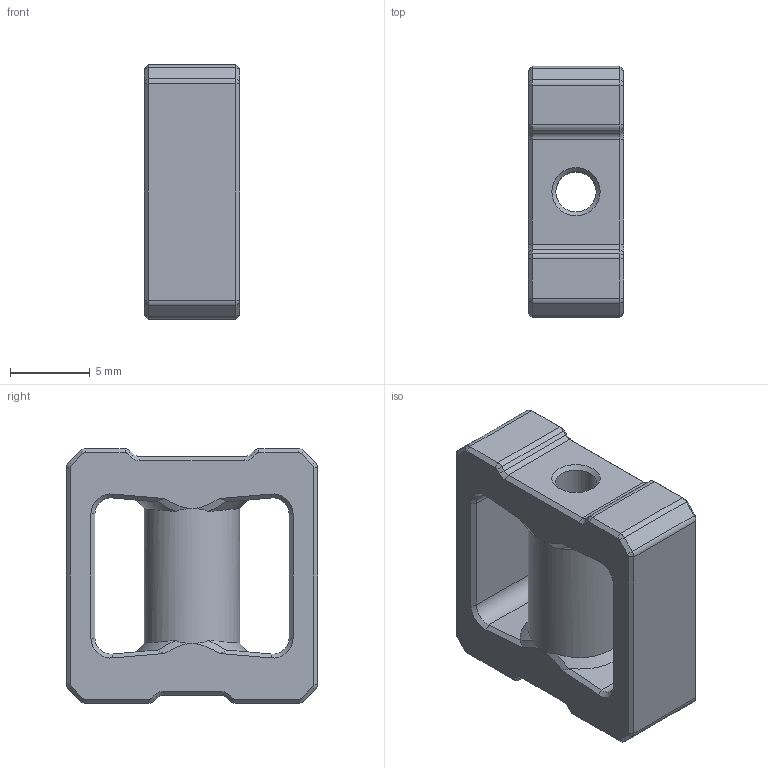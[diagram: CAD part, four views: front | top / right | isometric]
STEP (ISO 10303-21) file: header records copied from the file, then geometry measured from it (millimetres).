
FILE_DESCRIPTION(/* description */ (''),/* implementation_level */ '2;1');
FILE_NAME(/* name */ '2020 2mm Wall Thickness M3 Stress Concentrators.step',/* time_stamp */ '2024-11-08T19:52:07-05:00',/* author */ (''),/* organization */ (''),/* preprocessor_version */ 'ST-DEVELOPER v20',/* originating_system */ 'Autodesk Translation Framework v13.20.0.188',/* authorisation */ '');
FILE_SCHEMA (('AUTOMOTIVE_DESIGN { 1 0 10303 214 3 1 1 }'));
Length unit declared in the file: millimetre
Products named in the file (1): Stress Concentrators 20mm
Bounding box: 6 x 15.8 x 16 mm (x, y, z)
Volume: 962.6 mm3; surface area: 1074.6 mm2
Topology: 1 solids, 1 shells, 144 faces, 354 edges, 210 vertices
Faces by surface type: plane 68, cone 42, cylinder 22, bspline 12
Full cylindrical faces by diameter (mm): 2.529 x1, 6 x1
Entity records: 5294 total; most frequent: CARTESIAN_POINT 1938, ORIENTED_EDGE 708, DIRECTION 664, EDGE_CURVE 354, AXIS2_PLACEMENT_3D 226, LINE 212, VECTOR 212, VERTEX_POINT 210
